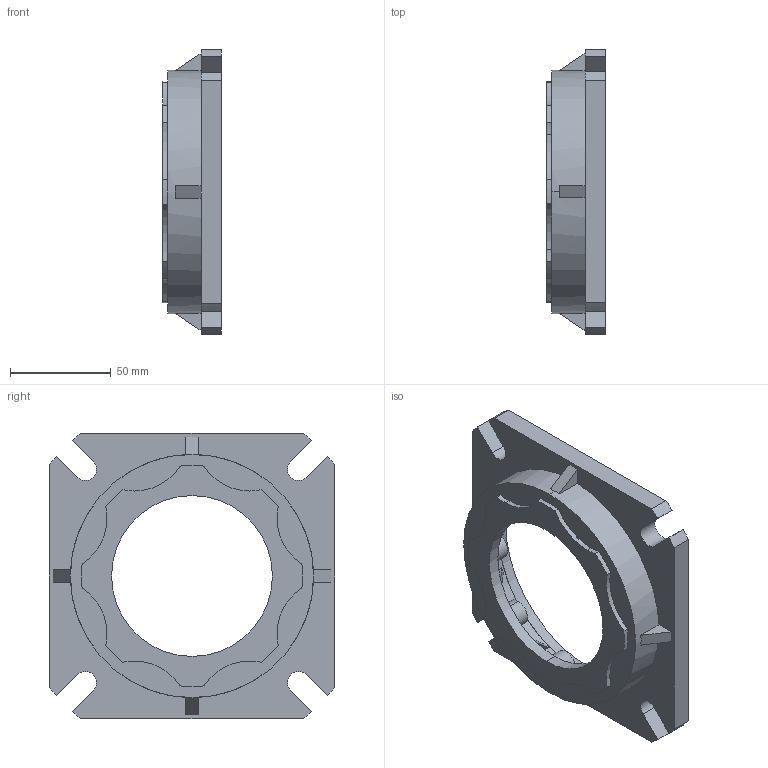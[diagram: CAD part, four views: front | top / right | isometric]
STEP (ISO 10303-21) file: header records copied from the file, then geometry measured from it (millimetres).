
FILE_DESCRIPTION (( 'STEP AP214' ), '1' );
FILE_NAME ('WGA-63M-ACC1.STEP', '2014-10-31T11:39:45', ( '' ), ( '' ), 'SwSTEP 2.0', 'SolidWorks 2014', '' );
FILE_SCHEMA (( 'AUTOMOTIVE_DESIGN' ));
Length unit declared in the file: inch
Products named in the file (1): WGA-63M-ACC1
Bounding box: 29 x 142 x 142 mm (x, y, z)
Volume: 145583.2 mm3; surface area: 56127.3 mm2
Topology: 1 solids, 1 shells, 119 faces, 315 edges, 210 vertices
Faces by surface type: plane 62, cylinder 57
Entity records: 3816 total; most frequent: CARTESIAN_POINT 687, DIRECTION 665, ORIENTED_EDGE 630, EDGE_CURVE 315, AXIS2_PLACEMENT_3D 244, VERTEX_POINT 210, VECTOR 177, LINE 177
